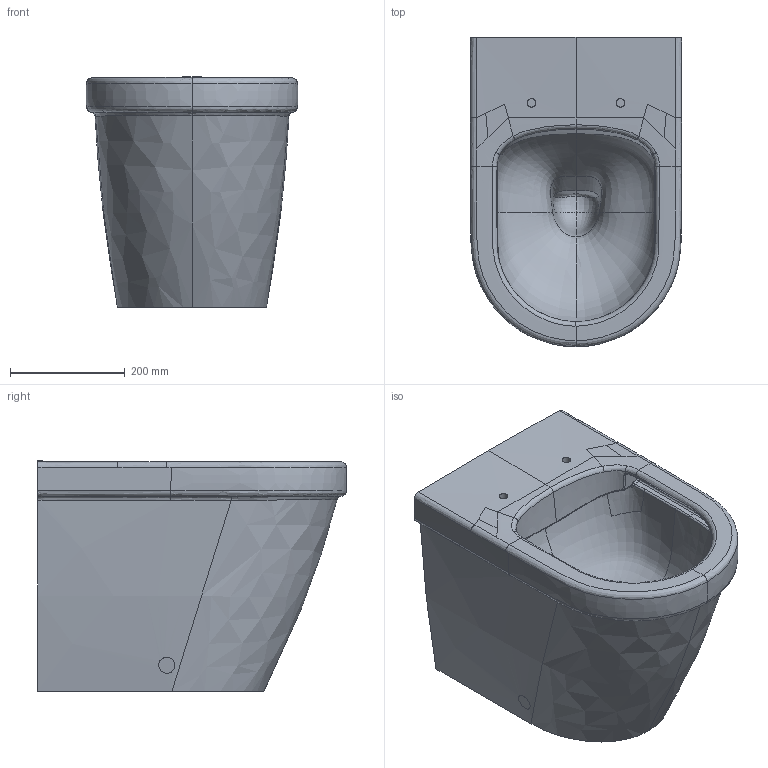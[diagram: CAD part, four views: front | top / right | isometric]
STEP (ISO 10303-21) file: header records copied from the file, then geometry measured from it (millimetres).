
FILE_DESCRIPTION(/* description */ (''),/* implementation_level */ '2;1');
FILE_NAME(/* name */ '5690R0_Architectura_STWC_GG.stp',/* time_stamp */ '2019-02-12T10:11:19+01:00',/* author */ (''),/* organization */ (''),/* preprocessor_version */ 'ST-DEVELOPER v16',/* originating_system */ 'SIEMENS PLM Software NX 10.0',/* authorisation */ '');
FILE_SCHEMA (('AUTOMOTIVE_DESIGN { 1 0 10303 214 3 1 1 1 }'));
Length unit declared in the file: millimetre
Products named in the file (1): math1C541D01svnr
Bounding box: 368.91 x 539.19 x 401.68 mm (x, y, z)
Volume: 37560299 mm3; surface area: 1123200.2 mm2
Topology: 1 solids, 1 shells, 138 faces, 342 edges, 206 vertices
Faces by surface type: bspline 122, plane 6, sphere 6, extrusion 2, cylinder 2
Full cylindrical faces by diameter (mm): 15 x2
Entity records: 22951 total; most frequent: CARTESIAN_POINT 20758, ORIENTED_EDGE 668, EDGE_CURVE 334, B_SPLINE_CURVE_WITH_KNOTS 246, VERTEX_POINT 204, EDGE_LOOP 144, ADVANCED_FACE 138, FACE_OUTER_BOUND 132
